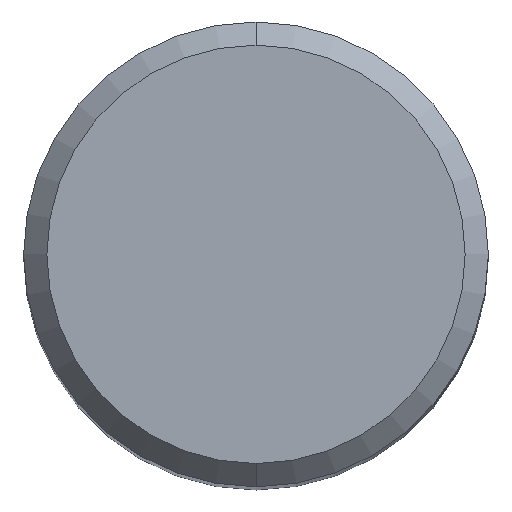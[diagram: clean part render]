
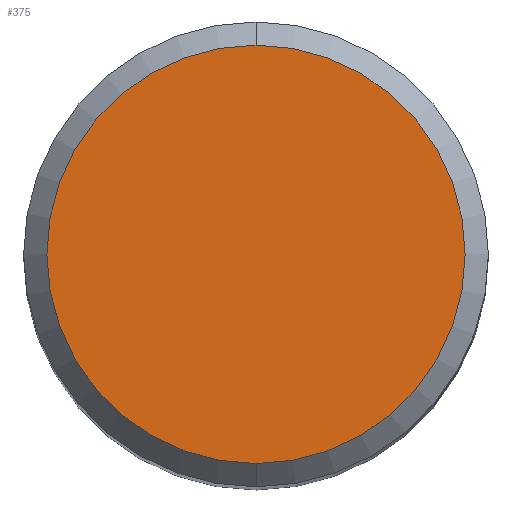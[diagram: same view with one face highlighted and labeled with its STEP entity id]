
A CAD part, top view. The second image highlights one B-rep face of the part: STEP entity #375.
In plain terms, the highlighted planar face has unit normal (0, 0, 1).
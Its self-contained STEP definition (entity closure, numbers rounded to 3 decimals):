
#259=VERTEX_POINT('',#558);
#309=EDGE_CURVE('',#359,#259,#614,.T.);
#331=EDGE_CURVE('',#259,#359,#636,.T.);
#359=VERTEX_POINT('',#668);
#375=ADVANCED_FACE('',(#684),#685,.T.);
#558=CARTESIAN_POINT('',(0.,-4.5,0.0));
#614=CIRCLE('',#1072,4.5);
#636=CIRCLE('',#1112,4.5);
#668=CARTESIAN_POINT('',(0.0,4.5,0.0));
#684=FACE_OUTER_BOUND('',#1272,.T.);
#685=PLANE('',#1273);
#1072=AXIS2_PLACEMENT_3D('',#1580,#1581,#1582);
#1112=AXIS2_PLACEMENT_3D('',#1589,#1590,#1591);
#1272=EDGE_LOOP('',(#1655,#1656));
#1273=AXIS2_PLACEMENT_3D('',#1657,#1658,#1659);
#1580=CARTESIAN_POINT('',(0.0,0.0,0.0));
#1581=DIRECTION('',(0.0,0.0,-1.0));
#1582=DIRECTION('',(0.0,1.0,0.0));
#1589=CARTESIAN_POINT('',(0.0,0.0,0.0));
#1590=DIRECTION('',(0.0,0.0,-1.0));
#1591=DIRECTION('',(0.0,1.0,0.0));
#1655=ORIENTED_EDGE('',*,*,#309,.F.);
#1656=ORIENTED_EDGE('',*,*,#331,.F.);
#1657=CARTESIAN_POINT('',(0.0,2.25,0.0));
#1658=DIRECTION('',(-0.0,0.0,1.0));
#1659=DIRECTION('',(0.0,-1.0,0.0));
